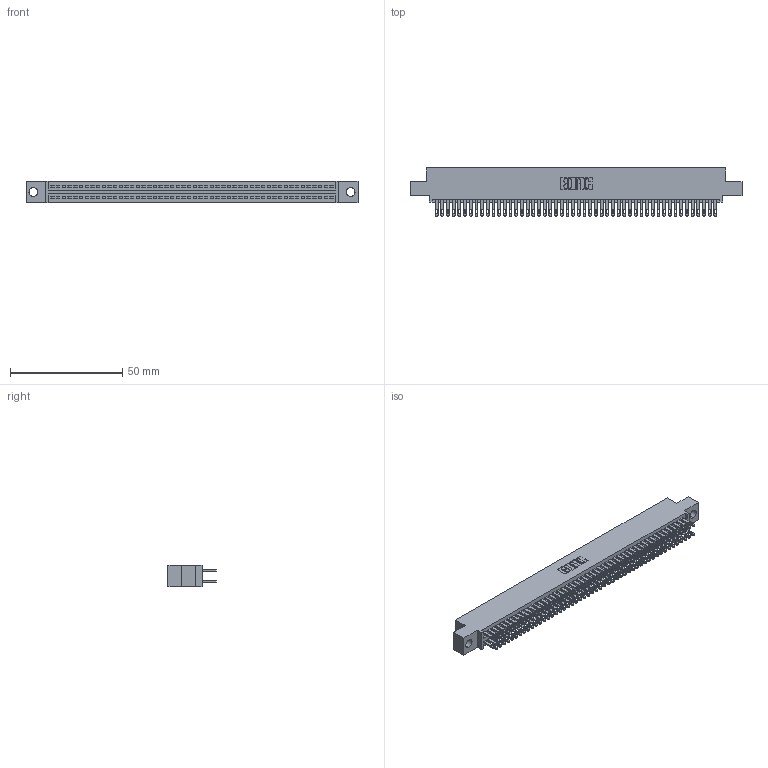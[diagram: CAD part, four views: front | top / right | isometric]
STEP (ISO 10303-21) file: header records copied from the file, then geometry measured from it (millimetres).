
FILE_DESCRIPTION (( 'STEP AP203' ), '1' );
FILE_NAME ('345-100-500-504.STEP', '2018-10-05T12:44:10', ( '' ), ( '' ), 'SwSTEP 2.0', 'SolidWorks 2016', '' );
FILE_SCHEMA (( 'CONFIG_CONTROL_DESIGN' ));
Length unit declared in the file: inch
Products named in the file (3): 345-292-001_345-293-100; 345 Part_0.110 Offset - 0.156 Dia-TH; 345-100-500-504
Assembly tree (101 placements, depth 2):
  345-100-500-504
    345 Part_0.110 Offset - 0.156 Dia-TH
    345-292-001_345-293-100  x100
Bounding box: 148.21 x 21.51 x 9.4 mm (x, y, z)
Volume: 14615.8 mm3; surface area: 22687.5 mm2
Topology: 101 solids, 101 shells, 4730 faces, 14453 edges, 9634 vertices
Faces by surface type: plane 2784, cylinder 1946
Entity records: 38219 total; most frequent: CARTESIAN_POINT 6400, ORIENTED_EDGE 6334, DIRECTION 5635, EDGE_CURVE 3167, LINE 2831, VECTOR 2831, VERTEX_POINT 2110, AXIS2_PLACEMENT_3D 1402
